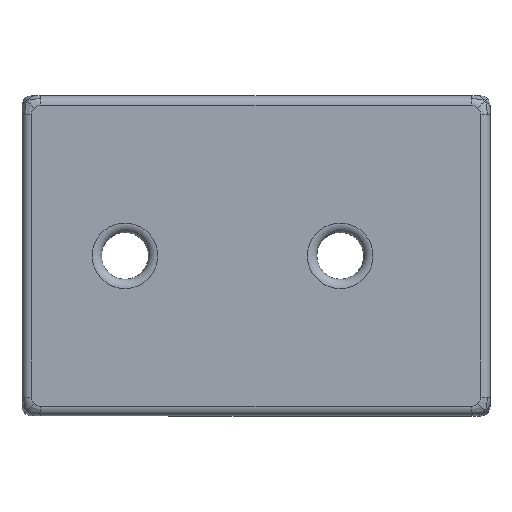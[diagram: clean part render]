
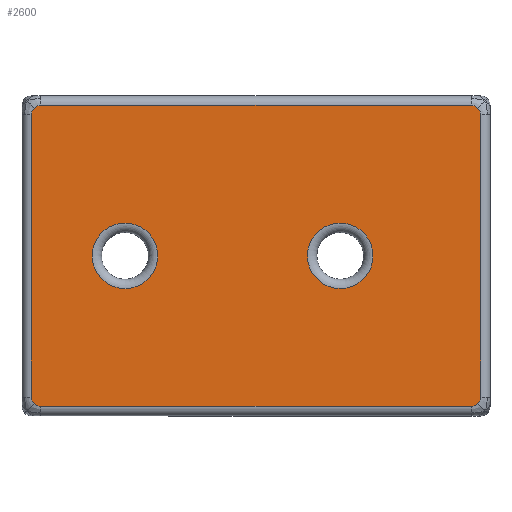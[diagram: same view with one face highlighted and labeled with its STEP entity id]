
A CAD part, top view. The second image highlights one B-rep face of the part: STEP entity #2600.
In plain terms, the highlighted planar face has unit normal (0, 0.001, 1).
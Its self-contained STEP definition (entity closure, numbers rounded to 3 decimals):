
#48=FACE_BOUND('',#444,.T.);
#49=FACE_BOUND('',#445,.T.);
#55=LINE('',#11084,#107);
#56=LINE('',#11085,#108);
#57=LINE('',#11086,#109);
#58=LINE('',#11087,#110);
#107=VECTOR('',#3250,10.);
#108=VECTOR('',#3251,10.);
#109=VECTOR('',#3252,10.);
#110=VECTOR('',#3253,10.);
#159=PLANE('',#2834);
#280=FACE_OUTER_BOUND('',#443,.T.);
#443=EDGE_LOOP('',(#1933,#1934,#1935,#1936,#1937,#1938,#1939,#1940,#1941,
#1942,#1943,#1944));
#444=EDGE_LOOP('',(#1945));
#445=EDGE_LOOP('',(#1946));
#617=CIRCLE('',#2781,1.);
#636=CIRCLE('',#2800,1.);
#639=CIRCLE('',#2803,1.);
#650=CIRCLE('',#2814,1.);
#653=CIRCLE('',#2817,1.);
#656=CIRCLE('',#2820,1.);
#659=CIRCLE('',#2823,1.);
#666=CIRCLE('',#2831,3.5);
#669=CIRCLE('',#2835,1.);
#670=CIRCLE('',#2836,3.5);
#1037=VERTEX_POINT('',#9680);
#1038=VERTEX_POINT('',#9687);
#1065=VERTEX_POINT('',#10405);
#1066=VERTEX_POINT('',#10412);
#1068=VERTEX_POINT('',#10458);
#1081=VERTEX_POINT('',#10735);
#1082=VERTEX_POINT('',#10742);
#1084=VERTEX_POINT('',#10788);
#1089=VERTEX_POINT('',#10881);
#1090=VERTEX_POINT('',#10888);
#1092=VERTEX_POINT('',#10934);
#1099=VERTEX_POINT('',#11076);
#1101=VERTEX_POINT('',#11082);
#1102=VERTEX_POINT('',#11088);
#1352=EDGE_CURVE('',#1037,#1038,#617,.T.);
#1388=EDGE_CURVE('',#1065,#1066,#636,.T.);
#1392=EDGE_CURVE('',#1068,#1065,#639,.T.);
#1410=EDGE_CURVE('',#1081,#1082,#650,.T.);
#1414=EDGE_CURVE('',#1084,#1081,#653,.T.);
#1420=EDGE_CURVE('',#1089,#1090,#656,.T.);
#1424=EDGE_CURVE('',#1092,#1089,#659,.T.);
#1434=EDGE_CURVE('',#1099,#1099,#666,.T.);
#1437=EDGE_CURVE('',#1101,#1037,#669,.T.);
#1438=EDGE_CURVE('',#1066,#1101,#55,.T.);
#1439=EDGE_CURVE('',#1090,#1068,#56,.T.);
#1440=EDGE_CURVE('',#1082,#1092,#57,.T.);
#1441=EDGE_CURVE('',#1038,#1084,#58,.T.);
#1442=EDGE_CURVE('',#1102,#1102,#670,.T.);
#1933=ORIENTED_EDGE('',*,*,#1437,.F.);
#1934=ORIENTED_EDGE('',*,*,#1438,.F.);
#1935=ORIENTED_EDGE('',*,*,#1388,.F.);
#1936=ORIENTED_EDGE('',*,*,#1392,.F.);
#1937=ORIENTED_EDGE('',*,*,#1439,.F.);
#1938=ORIENTED_EDGE('',*,*,#1420,.F.);
#1939=ORIENTED_EDGE('',*,*,#1424,.F.);
#1940=ORIENTED_EDGE('',*,*,#1440,.F.);
#1941=ORIENTED_EDGE('',*,*,#1410,.F.);
#1942=ORIENTED_EDGE('',*,*,#1414,.F.);
#1943=ORIENTED_EDGE('',*,*,#1441,.F.);
#1944=ORIENTED_EDGE('',*,*,#1352,.F.);
#1945=ORIENTED_EDGE('',*,*,#1442,.F.);
#1946=ORIENTED_EDGE('',*,*,#1434,.F.);
#2600=ADVANCED_FACE('',(#280,#48,#49),#159,.F.);
#2781=AXIS2_PLACEMENT_3D('',#9688,#3140,#3141);
#2800=AXIS2_PLACEMENT_3D('',#10413,#3178,#3179);
#2803=AXIS2_PLACEMENT_3D('',#10460,#3184,#3185);
#2814=AXIS2_PLACEMENT_3D('',#10743,#3206,#3207);
#2817=AXIS2_PLACEMENT_3D('',#10790,#3212,#3213);
#2820=AXIS2_PLACEMENT_3D('',#10889,#3218,#3219);
#2823=AXIS2_PLACEMENT_3D('',#10936,#3224,#3225);
#2831=AXIS2_PLACEMENT_3D('',#11077,#3240,#3241);
#2834=AXIS2_PLACEMENT_3D('',#11081,#3246,#3247);
#2835=AXIS2_PLACEMENT_3D('',#11083,#3248,#3249);
#2836=AXIS2_PLACEMENT_3D('',#11089,#3254,#3255);
#3140=DIRECTION('center_axis',(0.,0.,
-1.));
#3141=DIRECTION('ref_axis',(-0.707,-0.707,0.));
#3178=DIRECTION('center_axis',(0.,0.,
-1.));
#3179=DIRECTION('ref_axis',(0.707,-0.707,0.));
#3184=DIRECTION('center_axis',(0.,0.,
-1.));
#3185=DIRECTION('ref_axis',(0.707,-0.707,0.));
#3206=DIRECTION('center_axis',(0.,0.,
-1.));
#3207=DIRECTION('ref_axis',(-0.707,0.707,0.));
#3212=DIRECTION('center_axis',(0.,0.,
-1.));
#3213=DIRECTION('ref_axis',(-0.707,0.707,0.));
#3218=DIRECTION('center_axis',(0.,0.,
-1.));
#3219=DIRECTION('ref_axis',(0.707,0.707,0.));
#3224=DIRECTION('center_axis',(0.,0.,
-1.));
#3225=DIRECTION('ref_axis',(0.707,0.707,0.));
#3240=DIRECTION('center_axis',(0.,0.,
1.));
#3241=DIRECTION('ref_axis',(-1.,0.,0.));
#3246=DIRECTION('center_axis',(0.,0.,
-1.));
#3247=DIRECTION('ref_axis',(-1.,0.,0.));
#3248=DIRECTION('center_axis',(0.,0.,
-1.));
#3249=DIRECTION('ref_axis',(-0.707,-0.707,0.));
#3250=DIRECTION('',(-1.,0.,0.));
#3251=DIRECTION('',(0.,-1.,0.));
#3252=DIRECTION('',(1.,0.,0.));
#3253=DIRECTION('',(0.,1.,0.));
#3254=DIRECTION('center_axis',(0.,0.,
1.));
#3255=DIRECTION('ref_axis',(-1.,0.,0.));
#9680=CARTESIAN_POINT('',(-58.707,-32.923,-87.484));
#9687=CARTESIAN_POINT('',(-59.,-32.216,-87.484));
#9688=CARTESIAN_POINT('Origin',(-58.,-32.216,-87.484));
#10405=CARTESIAN_POINT('',(-11.293,-32.923,-87.484));
#10412=CARTESIAN_POINT('',(-12.,-33.216,-87.484));
#10413=CARTESIAN_POINT('Origin',(-12.,-32.216,-87.484));
#10458=CARTESIAN_POINT('',(-11.,-32.216,-87.484));
#10460=CARTESIAN_POINT('Origin',(-12.,-32.216,-87.484));
#10735=CARTESIAN_POINT('',(-58.707,-1.336,-87.499));
#10742=CARTESIAN_POINT('',(-58.,-1.043,-87.499));
#10743=CARTESIAN_POINT('Origin',(-58.,-2.043,-87.499));
#10788=CARTESIAN_POINT('',(-59.,-2.043,-87.499));
#10790=CARTESIAN_POINT('Origin',(-58.,-2.043,-87.499));
#10881=CARTESIAN_POINT('',(-11.293,-1.336,-87.499));
#10888=CARTESIAN_POINT('',(-11.,-2.043,-87.499));
#10889=CARTESIAN_POINT('Origin',(-12.,-2.043,-87.499));
#10934=CARTESIAN_POINT('',(-12.,-1.043,-87.499));
#10936=CARTESIAN_POINT('Origin',(-12.,-2.043,-87.499));
#11076=CARTESIAN_POINT('',(-22.5,-17.129,-87.492));
#11077=CARTESIAN_POINT('Origin',(-26.,-17.129,-87.492));
#11081=CARTESIAN_POINT('Origin',(-35.,-17.129,-87.492));
#11082=CARTESIAN_POINT('',(-58.,-33.216,-87.484));
#11083=CARTESIAN_POINT('Origin',(-58.,-32.216,-87.484));
#11084=CARTESIAN_POINT('',(-22.5,-33.216,-87.484));
#11085=CARTESIAN_POINT('',(-11.,-8.586,-87.496));
#11086=CARTESIAN_POINT('',(-47.5,-1.043,-87.499));
#11087=CARTESIAN_POINT('',(-59.,-25.673,-87.487));
#11088=CARTESIAN_POINT('',(-45.5,-17.129,-87.492));
#11089=CARTESIAN_POINT('Origin',(-49.,-17.129,-87.492));
